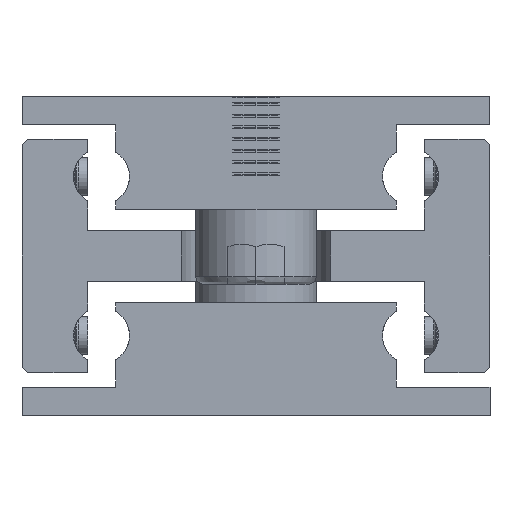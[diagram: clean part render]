
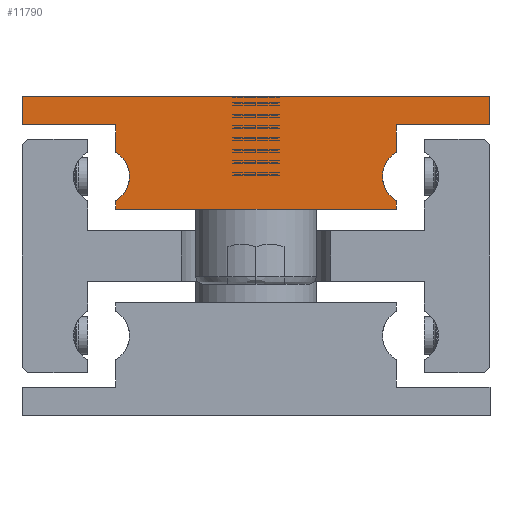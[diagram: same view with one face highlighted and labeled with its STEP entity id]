
A CAD part, front view. The second image highlights one B-rep face of the part: STEP entity #11790.
In plain terms, the highlighted planar face has unit normal (0, -1, 0).
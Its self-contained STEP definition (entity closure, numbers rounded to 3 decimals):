
#11327=CARTESIAN_POINT('',(15.0,-450.0,2.598));
#11328=VERTEX_POINT('',#11327);
#11335=CARTESIAN_POINT('',(13.5,-450.0,0.));
#11336=VERTEX_POINT('',#11335);
#11337=CARTESIAN_POINT('',(16.5,-450.0,0.0));
#11338=DIRECTION('',(0.0,1.0,0.0));
#11339=DIRECTION('',(1.0,0.0,0.0));
#11340=AXIS2_PLACEMENT_3D('',#11337,#11338,#11339);
#11341=CIRCLE('',#11340,3.0);
#11342=EDGE_CURVE('',#11336,#11328,#11341,.T.);
#11380=CARTESIAN_POINT('',(-13.5,-450.0,0.));
#11381=VERTEX_POINT('',#11380);
#11388=CARTESIAN_POINT('',(-15.0,-450.0,2.598));
#11389=VERTEX_POINT('',#11388);
#11390=CARTESIAN_POINT('',(-16.5,-450.0,0.0));
#11391=DIRECTION('',(0.0,1.0,0.0));
#11392=DIRECTION('',(1.0,0.0,0.0));
#11393=AXIS2_PLACEMENT_3D('',#11390,#11391,#11392);
#11394=CIRCLE('',#11393,3.0);
#11395=EDGE_CURVE('',#11389,#11381,#11394,.T.);
#11679=CARTESIAN_POINT('',(0.,-450.0,3.952));
#11680=DIRECTION('',(0.0,1.0,0.0));
#11681=DIRECTION('',(0.0,0.0,1.0));
#11682=AXIS2_PLACEMENT_3D('',#11679,#11680,#11681);
#11683=PLANE('',#11682);
#11684=CARTESIAN_POINT('',(15.0,-450.0,-2.598));
#11685=VERTEX_POINT('',#11684);
#11686=CARTESIAN_POINT('',(16.5,-450.0,0.0));
#11687=DIRECTION('',(0.0,1.0,0.0));
#11688=DIRECTION('',(1.0,0.0,0.0));
#11689=AXIS2_PLACEMENT_3D('',#11686,#11687,#11688);
#11690=CIRCLE('',#11689,3.0);
#11691=EDGE_CURVE('',#11685,#11336,#11690,.T.);
#11692=ORIENTED_EDGE('',*,*,#11691,.T.);
#11693=ORIENTED_EDGE('',*,*,#11342,.T.);
#11694=CARTESIAN_POINT('',(15.0,-450.0,5.5));
#11695=VERTEX_POINT('',#11694);
#11696=CARTESIAN_POINT('',(15.0,-450.0,5.5));
#11697=DIRECTION('',(0.0,0.0,-1.0));
#11698=VECTOR('',#11697,2.902);
#11699=LINE('',#11696,#11698);
#11700=EDGE_CURVE('',#11695,#11328,#11699,.T.);
#11701=ORIENTED_EDGE('',*,*,#11700,.F.);
#11702=CARTESIAN_POINT('',(25.,-450.0,5.5));
#11703=VERTEX_POINT('',#11702);
#11704=CARTESIAN_POINT('',(25.,-450.0,5.5));
#11705=DIRECTION('',(-1.0,0.0,0.0));
#11706=VECTOR('',#11705,10.);
#11707=LINE('',#11704,#11706);
#11708=EDGE_CURVE('',#11703,#11695,#11707,.T.);
#11709=ORIENTED_EDGE('',*,*,#11708,.F.);
#11710=CARTESIAN_POINT('',(25.,-450.0,8.5));
#11711=VERTEX_POINT('',#11710);
#11712=CARTESIAN_POINT('',(25.,-450.0,8.5));
#11713=DIRECTION('',(0.0,0.0,-1.0));
#11714=VECTOR('',#11713,3.);
#11715=LINE('',#11712,#11714);
#11716=EDGE_CURVE('',#11711,#11703,#11715,.T.);
#11717=ORIENTED_EDGE('',*,*,#11716,.F.);
#11718=CARTESIAN_POINT('',(-25.,-450.0,8.5));
#11719=VERTEX_POINT('',#11718);
#11720=CARTESIAN_POINT('',(-25.,-450.0,8.5));
#11721=DIRECTION('',(1.0,0.0,0.0));
#11722=VECTOR('',#11721,50.);
#11723=LINE('',#11720,#11722);
#11724=EDGE_CURVE('',#11719,#11711,#11723,.T.);
#11725=ORIENTED_EDGE('',*,*,#11724,.F.);
#11726=CARTESIAN_POINT('',(-25.,-450.0,5.5));
#11727=VERTEX_POINT('',#11726);
#11728=CARTESIAN_POINT('',(-25.,-450.0,5.5));
#11729=DIRECTION('',(0.0,0.0,1.0));
#11730=VECTOR('',#11729,3.0);
#11731=LINE('',#11728,#11730);
#11732=EDGE_CURVE('',#11727,#11719,#11731,.T.);
#11733=ORIENTED_EDGE('',*,*,#11732,.F.);
#11734=CARTESIAN_POINT('',(-15.,-450.0,5.5));
#11735=VERTEX_POINT('',#11734);
#11736=CARTESIAN_POINT('',(-15.,-450.0,5.5));
#11737=DIRECTION('',(-1.0,0.0,0.0));
#11738=VECTOR('',#11737,10.0);
#11739=LINE('',#11736,#11738);
#11740=EDGE_CURVE('',#11735,#11727,#11739,.T.);
#11741=ORIENTED_EDGE('',*,*,#11740,.F.);
#11742=CARTESIAN_POINT('',(-15.0,-450.0,2.598));
#11743=DIRECTION('',(0.0,0.0,1.0));
#11744=VECTOR('',#11743,2.902);
#11745=LINE('',#11742,#11744);
#11746=EDGE_CURVE('',#11389,#11735,#11745,.T.);
#11747=ORIENTED_EDGE('',*,*,#11746,.F.);
#11748=ORIENTED_EDGE('',*,*,#11395,.T.);
#11749=CARTESIAN_POINT('',(-15.0,-450.0,-2.598));
#11750=VERTEX_POINT('',#11749);
#11751=CARTESIAN_POINT('',(-16.5,-450.0,0.0));
#11752=DIRECTION('',(0.0,1.0,0.0));
#11753=DIRECTION('',(1.0,0.0,0.0));
#11754=AXIS2_PLACEMENT_3D('',#11751,#11752,#11753);
#11755=CIRCLE('',#11754,3.0);
#11756=EDGE_CURVE('',#11381,#11750,#11755,.T.);
#11757=ORIENTED_EDGE('',*,*,#11756,.T.);
#11758=CARTESIAN_POINT('',(-15.0,-450.0,-3.5));
#11759=VERTEX_POINT('',#11758);
#11760=CARTESIAN_POINT('',(-15.0,-450.0,-3.5));
#11761=DIRECTION('',(0.0,0.0,1.0));
#11762=VECTOR('',#11761,0.902);
#11763=LINE('',#11760,#11762);
#11764=EDGE_CURVE('',#11759,#11750,#11763,.T.);
#11765=ORIENTED_EDGE('',*,*,#11764,.F.);
#11766=CARTESIAN_POINT('',(0.,-450.0,-3.5));
#11767=VERTEX_POINT('',#11766);
#11768=CARTESIAN_POINT('',(0.,-450.0,-3.5));
#11769=DIRECTION('',(-1.0,0.0,0.0));
#11770=VECTOR('',#11769,15.0);
#11771=LINE('',#11768,#11770);
#11772=EDGE_CURVE('',#11767,#11759,#11771,.T.);
#11773=ORIENTED_EDGE('',*,*,#11772,.F.);
#11774=CARTESIAN_POINT('',(15.0,-450.0,-3.5));
#11775=VERTEX_POINT('',#11774);
#11776=CARTESIAN_POINT('',(15.0,-450.0,-3.5));
#11777=DIRECTION('',(-1.0,0.0,0.0));
#11778=VECTOR('',#11777,15.0);
#11779=LINE('',#11776,#11778);
#11780=EDGE_CURVE('',#11775,#11767,#11779,.T.);
#11781=ORIENTED_EDGE('',*,*,#11780,.F.);
#11782=CARTESIAN_POINT('',(15.0,-450.0,-2.598));
#11783=DIRECTION('',(0.0,0.0,-1.0));
#11784=VECTOR('',#11783,0.902);
#11785=LINE('',#11782,#11784);
#11786=EDGE_CURVE('',#11685,#11775,#11785,.T.);
#11787=ORIENTED_EDGE('',*,*,#11786,.F.);
#11788=EDGE_LOOP('',(#11692,#11693,#11701,#11709,#11717,#11725,#11733,#11741,#11747,#11748,#11757,#11765,#11773,#11781,#11787));
#11789=FACE_OUTER_BOUND('',#11788,.T.);
#11790=ADVANCED_FACE('',(#11789),#11683,.F.);
